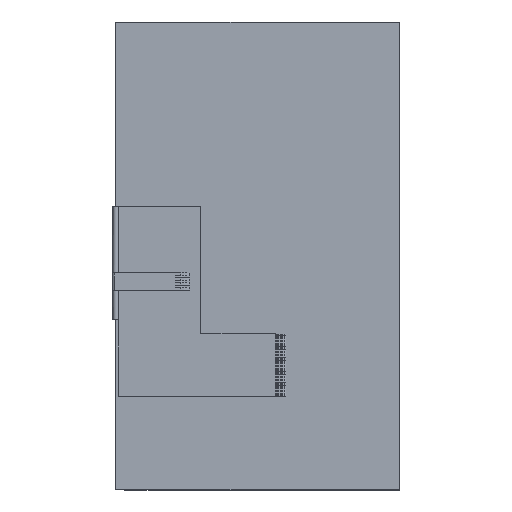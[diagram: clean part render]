
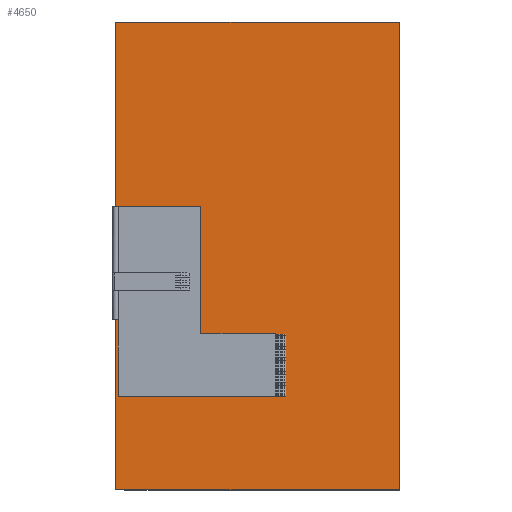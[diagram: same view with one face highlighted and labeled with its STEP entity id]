
A CAD part, top view. The second image highlights one B-rep face of the part: STEP entity #4650.
In plain terms, the highlighted planar face has unit normal (0, 0, 1).
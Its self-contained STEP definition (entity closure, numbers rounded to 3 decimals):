
#425=FACE_OUTER_BOUND('',#659,.T.);
#659=EDGE_LOOP('',(#4224,#4225,#4226,#4227));
#1221=LINE('',#7615,#1787);
#1224=LINE('',#7620,#1790);
#1225=LINE('',#7623,#1791);
#1226=LINE('',#7624,#1792);
#1787=VECTOR('',#6258,10.);
#1790=VECTOR('',#6263,10.);
#1791=VECTOR('',#6266,10.);
#1792=VECTOR('',#6267,10.);
#2234=VERTEX_POINT('',#7612);
#2235=VERTEX_POINT('',#7614);
#2236=VERTEX_POINT('',#7618);
#2237=VERTEX_POINT('',#7622);
#2897=EDGE_CURVE('',#2235,#2234,#1221,.T.);
#2900=EDGE_CURVE('',#2234,#2236,#1224,.T.);
#2901=EDGE_CURVE('',#2237,#2235,#1225,.T.);
#2902=EDGE_CURVE('',#2236,#2237,#1226,.T.);
#4224=ORIENTED_EDGE('',*,*,#2901,.T.);
#4225=ORIENTED_EDGE('',*,*,#2897,.T.);
#4226=ORIENTED_EDGE('',*,*,#2900,.T.);
#4227=ORIENTED_EDGE('',*,*,#2902,.T.);
#4417=PLANE('',#5026);
#4650=ADVANCED_FACE('',(#425),#4417,.T.);
#5026=AXIS2_PLACEMENT_3D('',#7621,#6264,#6265);
#6258=DIRECTION('',(0.,-1.,0.));
#6263=DIRECTION('',(1.,0.,0.));
#6264=DIRECTION('center_axis',(0.,0.,1.));
#6265=DIRECTION('ref_axis',(0.,1.,0.));
#6266=DIRECTION('',(-1.,0.,0.));
#6267=DIRECTION('',(0.,1.,0.));
#7612=CARTESIAN_POINT('',(0.,0.,5.));
#7614=CARTESIAN_POINT('',(0.,165.,5.));
#7615=CARTESIAN_POINT('',(0.,82.5,5.));
#7618=CARTESIAN_POINT('',(100.,0.,5.));
#7620=CARTESIAN_POINT('',(50.,0.,5.));
#7621=CARTESIAN_POINT('Origin',(50.,82.5,5.));
#7622=CARTESIAN_POINT('',(100.,165.,5.));
#7623=CARTESIAN_POINT('',(50.,165.,5.));
#7624=CARTESIAN_POINT('',(100.,82.5,5.));
